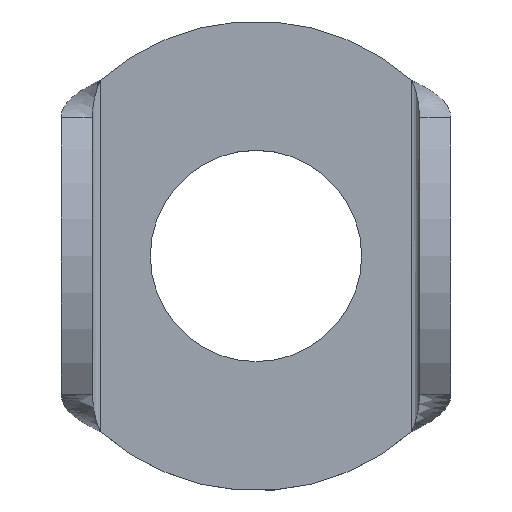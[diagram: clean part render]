
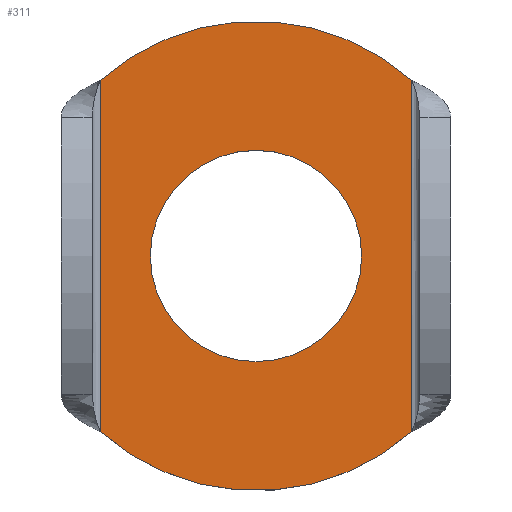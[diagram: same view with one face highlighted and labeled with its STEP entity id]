
A CAD part, top view. The second image highlights one B-rep face of the part: STEP entity #311.
In plain terms, the highlighted planar face has unit normal (0, 0, 1).
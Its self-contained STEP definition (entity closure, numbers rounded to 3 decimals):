
#16=FACE_BOUND('',#71,.T.);
#21=CIRCLE('',#351,15.);
#22=CIRCLE('',#353,15.);
#23=CIRCLE('',#355,6.75);
#29=PLANE('',#354);
#50=FACE_OUTER_BOUND('',#70,.T.);
#70=EDGE_LOOP('',(#250,#251,#252,#253));
#71=EDGE_LOOP('',(#254));
#93=LINE('',#833,#118);
#100=LINE('',#858,#125);
#118=VECTOR('',#385,10.);
#125=VECTOR('',#412,10.);
#145=VERTEX_POINT('',#625);
#150=VERTEX_POINT('',#813);
#157=VERTEX_POINT('',#846);
#160=VERTEX_POINT('',#854);
#161=VERTEX_POINT('',#859);
#182=EDGE_CURVE('',#145,#150,#93,.T.);
#189=EDGE_CURVE('',#145,#157,#21,.T.);
#194=EDGE_CURVE('',#160,#150,#22,.T.);
#195=EDGE_CURVE('',#160,#157,#100,.T.);
#196=EDGE_CURVE('',#161,#161,#23,.T.);
#250=ORIENTED_EDGE('',*,*,#182,.T.);
#251=ORIENTED_EDGE('',*,*,#194,.F.);
#252=ORIENTED_EDGE('',*,*,#195,.T.);
#253=ORIENTED_EDGE('',*,*,#189,.F.);
#254=ORIENTED_EDGE('',*,*,#196,.T.);
#311=ADVANCED_FACE('',(#50,#16),#29,.T.);
#351=AXIS2_PLACEMENT_3D('',#847,#400,#401);
#353=AXIS2_PLACEMENT_3D('',#856,#408,#409);
#354=AXIS2_PLACEMENT_3D('',#857,#410,#411);
#355=AXIS2_PLACEMENT_3D('',#860,#413,#414);
#385=DIRECTION('',(0.,-1.,0.));
#400=DIRECTION('center_axis',(0.,0.,-1.));
#401=DIRECTION('ref_axis',(0.,1.,0.));
#408=DIRECTION('center_axis',(0.,0.,-1.));
#409=DIRECTION('ref_axis',(0.,1.,0.));
#410=DIRECTION('center_axis',(0.,0.,1.));
#411=DIRECTION('ref_axis',(1.,0.,0.));
#412=DIRECTION('',(0.,1.,0.));
#413=DIRECTION('center_axis',(0.,0.,-1.));
#414=DIRECTION('ref_axis',(1.,0.,0.));
#625=CARTESIAN_POINT('',(-9.95,11.225,2.));
#813=CARTESIAN_POINT('',(-9.95,-11.225,2.));
#833=CARTESIAN_POINT('',(-9.95,-5.612,2.));
#846=CARTESIAN_POINT('',(9.95,11.225,2.));
#847=CARTESIAN_POINT('Origin',(0.,0.,2.));
#854=CARTESIAN_POINT('',(9.95,-11.225,2.));
#856=CARTESIAN_POINT('Origin',(0.,0.,2.));
#857=CARTESIAN_POINT('Origin',(5.261,0.,2.));
#858=CARTESIAN_POINT('',(9.95,5.612,2.));
#859=CARTESIAN_POINT('',(-6.75,0.,2.));
#860=CARTESIAN_POINT('Origin',(0.,0.,2.));
